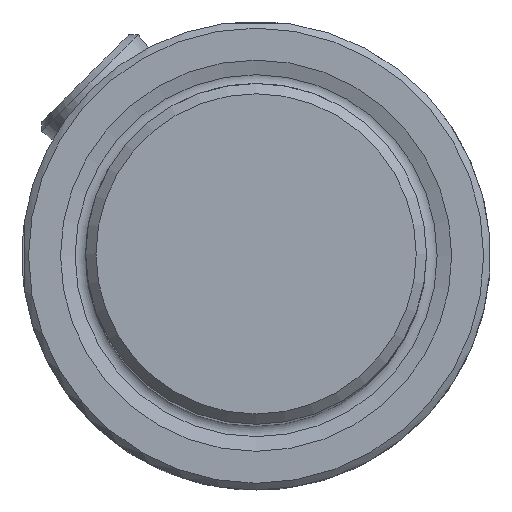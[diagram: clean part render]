
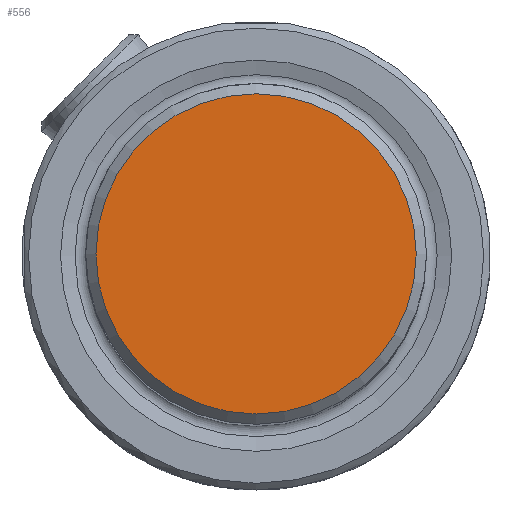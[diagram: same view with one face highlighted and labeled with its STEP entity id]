
A CAD part, top view. The second image highlights one B-rep face of the part: STEP entity #556.
In plain terms, the highlighted planar face has unit normal (0, 0, 1).
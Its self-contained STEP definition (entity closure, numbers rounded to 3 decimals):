
#427=CIRCLE('',#5090,11.937);
#556=ADVANCED_FACE('',(#959),#829,.T.);
#829=PLANE('',#5091);
#959=FACE_OUTER_BOUND('',#1204,.T.);
#1204=EDGE_LOOP('',(#1804));
#1804=ORIENTED_EDGE('',*,*,#3708,.T.);
#3206=VERTEX_POINT('',#7416);
#3708=EDGE_CURVE('',#3206,#3206,#427,.T.);
#5090=AXIS2_PLACEMENT_3D('',#7415,#5750,#5751);
#5091=AXIS2_PLACEMENT_3D('',#7417,#5752,#5753);
#5750=DIRECTION('',(0.,0.,1.));
#5751=DIRECTION('',(0.,-1.,0.));
#5752=DIRECTION('',(0.,0.,1.));
#5753=DIRECTION('',(0.,1.,0.));
#7415=CARTESIAN_POINT('',(0.,0.,76.2));
#7416=CARTESIAN_POINT('',(0.,-11.937,76.2));
#7417=CARTESIAN_POINT('',(0.,0.,76.2));
